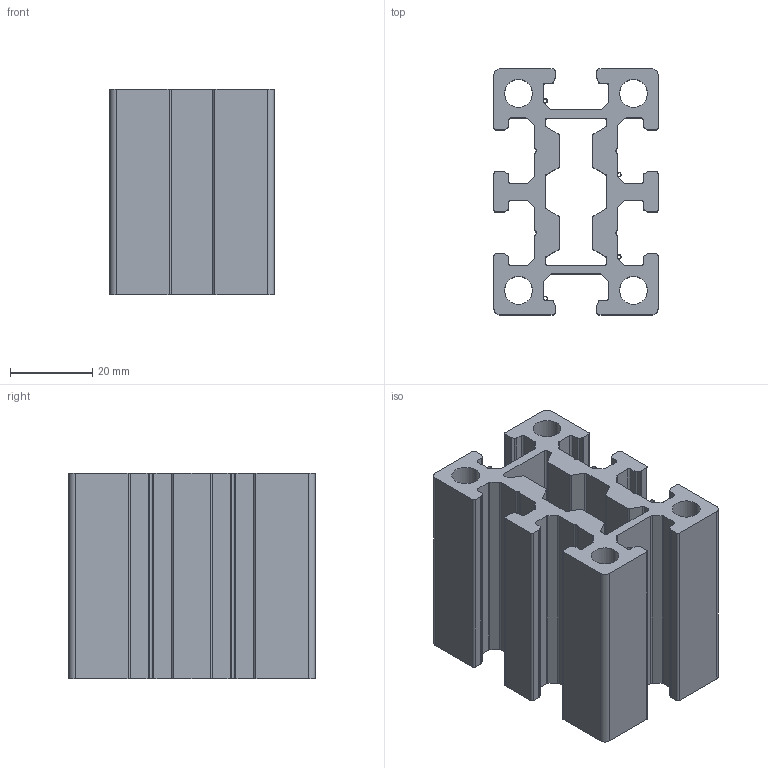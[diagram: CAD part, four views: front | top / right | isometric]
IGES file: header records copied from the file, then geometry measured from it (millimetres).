
Start section: 3D InterOp IGES (Version 24 0 2), Spatial Corp. Copyright (c) 1999-2007.
Global section: file name: F46MB-.igs; native system: Spatial Corp.; preprocessor: 3D InterOp GENERIC/IGES 3.0; author: Noname; organization: Noname; date: 20170721.131312; units: millimetre
Bounding box: 40 x 60 x 50 mm (x, y, z)
Surface area: 30832.4 mm2 (no closed solid volume)
Topology: 0 solids, 0 shells, 228 faces, 1364 edges, 1356 vertices
Faces by surface type: revolution 118, extrusion 110
